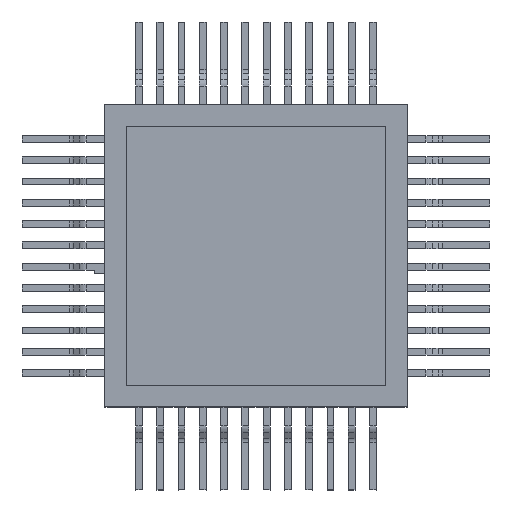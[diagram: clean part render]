
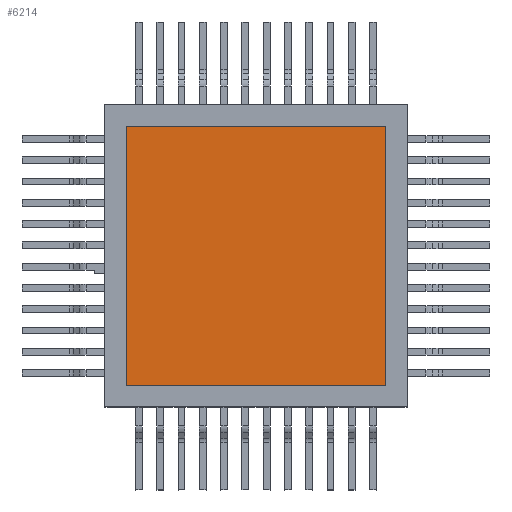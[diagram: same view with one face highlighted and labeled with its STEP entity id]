
A CAD part, top view. The second image highlights one B-rep face of the part: STEP entity #6214.
In plain terms, the highlighted planar face has unit normal (0, 0, 1).
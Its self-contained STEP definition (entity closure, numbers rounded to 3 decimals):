
#6214=ADVANCED_FACE('',(#11013),#11015,.T.);
#11013=FACE_BOUND('',#11014,.T.);
#11014=EDGE_LOOP('',(#14916,#14917,#14918,#14919));
#11015=PLANE('',#11016);
#11016=AXIS2_PLACEMENT_3D('',#11017,#11018,#11019);
#11017=CARTESIAN_POINT('',(0.,0.,2.8));
#11018=DIRECTION('',(0.,0.,1.));
#11019=DIRECTION('',(1.,0.,0.));
#14916=ORIENTED_EDGE('',*,*,#16863,.T.);
#14917=ORIENTED_EDGE('',*,*,#16869,.T.);
#14918=ORIENTED_EDGE('',*,*,#16867,.T.);
#14919=ORIENTED_EDGE('',*,*,#16865,.T.);
#16863=EDGE_CURVE('',#20078,#20076,#20079,.T.);
#16865=EDGE_CURVE('',#20081,#20078,#20082,.T.);
#16867=EDGE_CURVE('',#20084,#20081,#20085,.T.);
#16869=EDGE_CURVE('',#20076,#20084,#20087,.T.);
#20076=VERTEX_POINT('',#27562);
#20078=VERTEX_POINT('',#27566);
#20079=LINE('',#27567,#27568);
#20081=VERTEX_POINT('',#27573);
#20082=LINE('',#27574,#27575);
#20084=VERTEX_POINT('',#27580);
#20085=LINE('',#27581,#27582);
#20087=LINE('',#27587,#27588);
#27562=CARTESIAN_POINT('',(1.,13.2,2.8));
#27566=CARTESIAN_POINT('',(13.2,13.2,2.8));
#27567=CARTESIAN_POINT('',(13.2,13.2,2.8));
#27568=VECTOR('',#27569,1.);
#27569=DIRECTION('',(-1.,0.,0.));
#27573=CARTESIAN_POINT('',(13.2,1.,2.8));
#27574=CARTESIAN_POINT('',(13.2,1.,2.8));
#27575=VECTOR('',#27576,1.);
#27576=DIRECTION('',(0.,1.,0.));
#27580=CARTESIAN_POINT('',(1.,1.,2.8));
#27581=CARTESIAN_POINT('',(1.,1.,2.8));
#27582=VECTOR('',#27583,1.);
#27583=DIRECTION('',(1.,0.,0.));
#27587=CARTESIAN_POINT('',(1.,13.2,2.8));
#27588=VECTOR('',#27589,1.);
#27589=DIRECTION('',(0.,-1.,0.));
